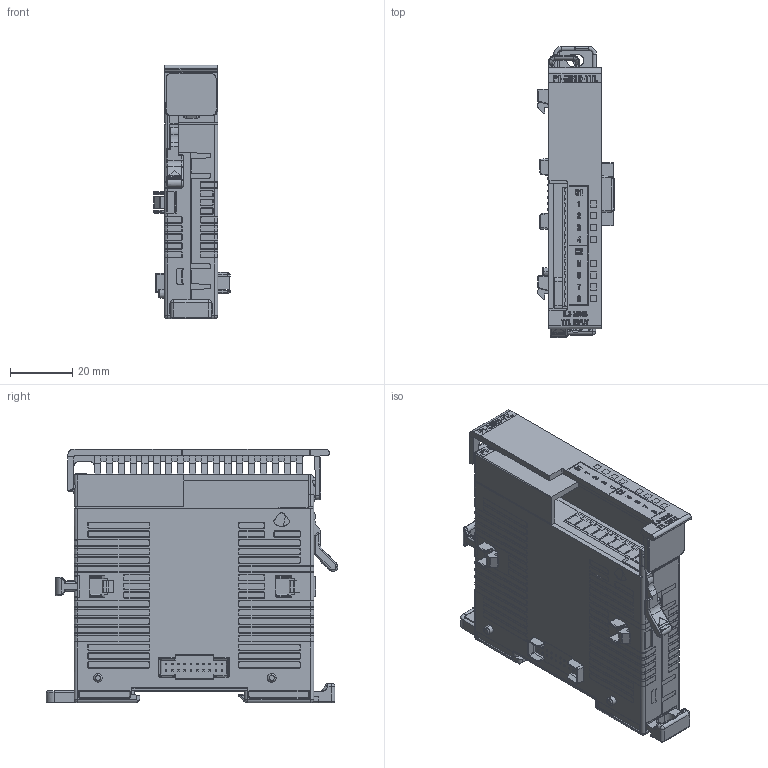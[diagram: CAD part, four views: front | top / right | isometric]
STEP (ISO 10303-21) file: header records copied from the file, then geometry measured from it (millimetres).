
FILE_DESCRIPTION (( 'STEP AP214' ), '1' );
FILE_NAME ('P1-04ADL-1 Coord 1 WO Face nc ext2Bcc BODY W P1-08ND-TTL WO CAP SEPERATED 1 DIN Coord sr1 fxt.STEP', '2023-08-08T13:26:18', ( '' ), ( '' ), 'SwSTEP 2.0', 'SolidWorks 2021', '' );
FILE_SCHEMA (( 'AUTOMOTIVE_DESIGN' ));
Length unit declared in the file: inch
Products named in the file (1): P1-04ADL-1 Coord 1 WO Face nc ext2Bcc BODY W P1-08ND-TTL WO CAP SEPERATED 1 DIN Coord sr1 fxt
Bounding box: 24.6 x 93.64 x 81.58 mm (x, y, z)
Volume: 90820.6 mm3; surface area: 29611.1 mm2
Topology: 6 solids, 6 shells, 4526 faces, 11952 edges, 7680 vertices
Faces by surface type: plane 2426, cylinder 1039, bspline 941, torus 73, sphere 33, cone 14
Entity records: 166865 total; most frequent: CARTESIAN_POINT 62768, ORIENTED_EDGE 23874, DIRECTION 17955, EDGE_CURVE 11937, VERTEX_POINT 7680, LINE 7405, VECTOR 7405, AXIS2_PLACEMENT_3D 5275
